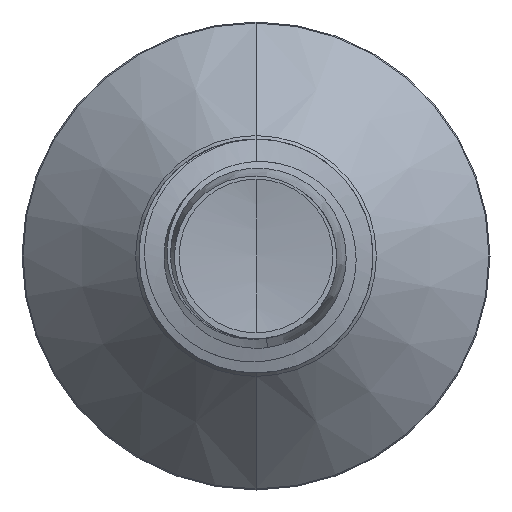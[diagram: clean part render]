
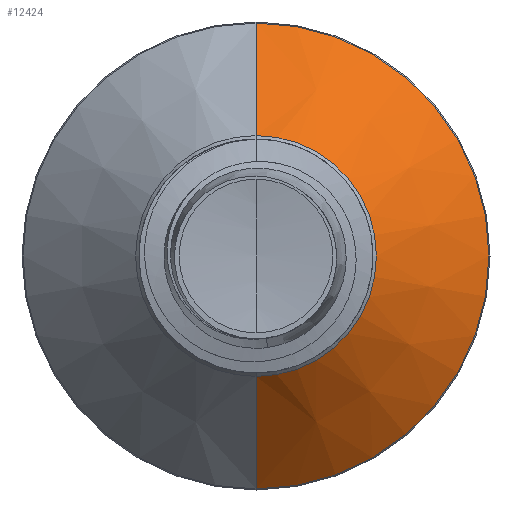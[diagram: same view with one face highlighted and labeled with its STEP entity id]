
A CAD part, front view. The second image highlights one B-rep face of the part: STEP entity #12424.
In plain terms, the highlighted conical face has half-angle 45 degrees and reference radius 3.088 mm.
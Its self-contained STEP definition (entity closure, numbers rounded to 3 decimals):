
#211 = DIRECTION ( 'NONE',  ( 0., 0., 1. ) ) ;
#245 = DIRECTION ( 'NONE',  ( 0., 1., 0. ) ) ;
#266 = CARTESIAN_POINT ( 'NONE',  ( 0., 6.239, 0. ) ) ;
#985 = DIRECTION ( 'NONE',  ( 0., 0., 1. ) ) ;
#1548 = VERTEX_POINT ( 'NONE', #14605 ) ;
#1570 = VERTEX_POINT ( 'NONE', #13931 ) ;
#2911 = CARTESIAN_POINT ( 'NONE',  ( 0., 9.124, -5.974 ) ) ;
#3436 = VERTEX_POINT ( 'NONE', #2911 ) ;
#3683 = DIRECTION ( 'NONE',  ( 0., 1., 0. ) ) ;
#3686 = VECTOR ( 'NONE', #12791, 1000. ) ;
#4189 = LINE ( 'NONE', #9148, #11216 ) ;
#5939 = EDGE_CURVE ( 'NONE', #10085, #1570, #6577, .T. ) ;
#6205 = EDGE_LOOP ( 'NONE', ( #6865, #6955, #7020, #7106 ) ) ;
#6284 = EDGE_CURVE ( 'NONE', #10085, #1548, #6308, .T. ) ;
#6308 = CIRCLE ( 'NONE', #12559, 3.089 ) ;
#6577 = LINE ( 'NONE', #13563, #3686 ) ;
#6690 = AXIS2_PLACEMENT_3D ( 'NONE', #10470, #3683, #11481 ) ;
#6865 = ORIENTED_EDGE ( 'NONE', *, *, #6284, .T. ) ;
#6955 = ORIENTED_EDGE ( 'NONE', *, *, #7842, .T. ) ;
#7020 = ORIENTED_EDGE ( 'NONE', *, *, #9517, .F. ) ;
#7106 = ORIENTED_EDGE ( 'NONE', *, *, #5939, .F. ) ;
#7220 = CIRCLE ( 'NONE', #6690, 5.974 ) ;
#7609 = CARTESIAN_POINT ( 'NONE',  ( 0., 6.239, 3.089 ) ) ;
#7842 = EDGE_CURVE ( 'NONE', #1548, #3436, #4189, .T. ) ;
#8035 = DIRECTION ( 'NONE',  ( 0., 0.707, -0.707 ) ) ;
#8428 = AXIS2_PLACEMENT_3D ( 'NONE', #9881, #10932, #985 ) ;
#9148 = CARTESIAN_POINT ( 'NONE',  ( 0., 6.239, -3.089 ) ) ;
#9517 = EDGE_CURVE ( 'NONE', #1570, #3436, #7220, .T. ) ;
#9740 = CONICAL_SURFACE ( 'NONE', #8428, 3.089, 0.785 ) ;
#9881 = CARTESIAN_POINT ( 'NONE',  ( 0., 6.239, 0. ) ) ;
#10085 = VERTEX_POINT ( 'NONE', #7609 ) ;
#10470 = CARTESIAN_POINT ( 'NONE',  ( 0., 9.124, 0. ) ) ;
#10932 = DIRECTION ( 'NONE',  ( 0., 1., 0. ) ) ;
#11216 = VECTOR ( 'NONE', #8035, 1000. ) ;
#11481 = DIRECTION ( 'NONE',  ( 0., 0., 1. ) ) ;
#12424 = ADVANCED_FACE ( 'NONE', ( #13299 ), #9740, .T. ) ;
#12559 = AXIS2_PLACEMENT_3D ( 'NONE', #266, #245, #211 ) ;
#12791 = DIRECTION ( 'NONE',  ( 0., 0.707, 0.707 ) ) ;
#13299 = FACE_OUTER_BOUND ( 'NONE', #6205, .T. ) ;
#13563 = CARTESIAN_POINT ( 'NONE',  ( 0., 6.239, 3.089 ) ) ;
#13931 = CARTESIAN_POINT ( 'NONE',  ( 0., 9.124, 5.974 ) ) ;
#14605 = CARTESIAN_POINT ( 'NONE',  ( 0., 6.239, -3.089 ) ) ;
